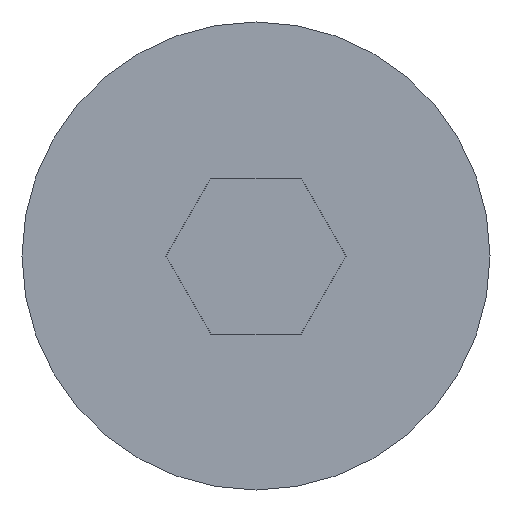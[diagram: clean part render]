
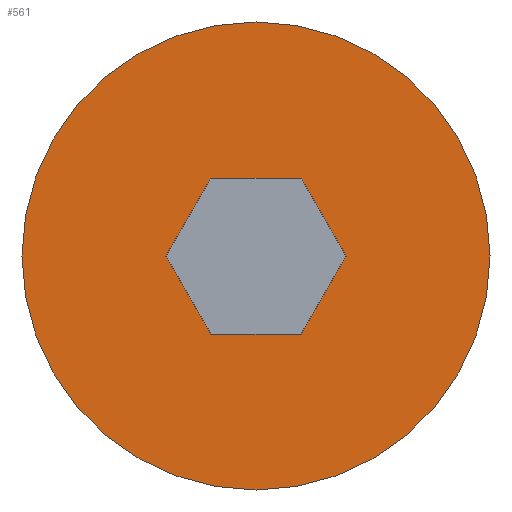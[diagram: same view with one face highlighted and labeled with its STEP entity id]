
A CAD part, left-side view. The second image highlights one B-rep face of the part: STEP entity #561.
In plain terms, the highlighted planar face has unit normal (-1, 0, 0).
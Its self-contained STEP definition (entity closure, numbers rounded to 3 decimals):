
#1 = PLANE ( 'NONE',  #259 ) ;
#3 = VERTEX_POINT ( 'NONE', #199 ) ;
#23 = LINE ( 'NONE', #656, #184 ) ;
#27 = CARTESIAN_POINT ( 'NONE',  ( 0., 1.155, -2. ) ) ;
#39 = VERTEX_POINT ( 'NONE', #444 ) ;
#49 = CARTESIAN_POINT ( 'NONE',  ( 0., 1.155, -2. ) ) ;
#57 = FACE_OUTER_BOUND ( 'NONE', #564, .T. ) ;
#62 = CARTESIAN_POINT ( 'NONE',  ( 0., -2.309, 0. ) ) ;
#65 = CARTESIAN_POINT ( 'NONE',  ( 0., 1.155, 2. ) ) ;
#68 = DIRECTION ( 'NONE',  ( 0., 1., 0. ) ) ;
#85 = VECTOR ( 'NONE', #172, 1000. ) ;
#90 = VERTEX_POINT ( 'NONE', #27 ) ;
#117 = DIRECTION ( 'NONE',  ( 0., 0., -1. ) ) ;
#131 = VECTOR ( 'NONE', #189, 1000. ) ;
#132 = VECTOR ( 'NONE', #68, 1000. ) ;
#141 = DIRECTION ( 'NONE',  ( 0., -0.5, 0.866 ) ) ;
#142 = ORIENTED_EDGE ( 'NONE', *, *, #620, .F. ) ;
#145 = AXIS2_PLACEMENT_3D ( 'NONE', #571, #639, #117 ) ;
#150 = EDGE_CURVE ( 'NONE', #39, #222, #745, .T. ) ;
#172 = DIRECTION ( 'NONE',  ( 0., 0.5, 0.866 ) ) ;
#176 = LINE ( 'NONE', #49, #85 ) ;
#184 = VECTOR ( 'NONE', #141, 1000. ) ;
#189 = DIRECTION ( 'NONE',  ( 0., -0.5, -0.866 ) ) ;
#192 = CARTESIAN_POINT ( 'NONE',  ( 0., -1.155, 2. ) ) ;
#199 = CARTESIAN_POINT ( 'NONE',  ( 0., -1.155, 2. ) ) ;
#201 = VERTEX_POINT ( 'NONE', #231 ) ;
#209 = ORIENTED_EDGE ( 'NONE', *, *, #371, .T. ) ;
#218 = CARTESIAN_POINT ( 'NONE',  ( 0., 0., -6. ) ) ;
#222 = VERTEX_POINT ( 'NONE', #406 ) ;
#227 = DIRECTION ( 'NONE',  ( 1., 0., 0. ) ) ;
#230 = LINE ( 'NONE', #459, #132 ) ;
#231 = CARTESIAN_POINT ( 'NONE',  ( 0., 1.155, 2. ) ) ;
#259 = AXIS2_PLACEMENT_3D ( 'NONE', #521, #227, #468 ) ;
#260 = LINE ( 'NONE', #192, #131 ) ;
#281 = DIRECTION ( 'NONE',  ( 0., 0., -1. ) ) ;
#297 = CIRCLE ( 'NONE', #596, 6. ) ;
#301 = EDGE_LOOP ( 'NONE', ( #623, #209, #719, #669, #528, #455 ) ) ;
#304 = DIRECTION ( 'NONE',  ( 0., -1., 0. ) ) ;
#344 = DIRECTION ( 'NONE',  ( 1., 0., 0. ) ) ;
#371 = EDGE_CURVE ( 'NONE', #3, #39, #260, .T. ) ;
#405 = FACE_BOUND ( 'NONE', #301, .T. ) ;
#406 = CARTESIAN_POINT ( 'NONE',  ( 0., -1.155, -2. ) ) ;
#420 = EDGE_CURVE ( 'NONE', #493, #201, #23, .T. ) ;
#425 = EDGE_CURVE ( 'NONE', #201, #3, #587, .T. ) ;
#434 = VERTEX_POINT ( 'NONE', #218 ) ;
#444 = CARTESIAN_POINT ( 'NONE',  ( 0., -2.309, 0. ) ) ;
#455 = ORIENTED_EDGE ( 'NONE', *, *, #420, .T. ) ;
#459 = CARTESIAN_POINT ( 'NONE',  ( 0., -1.155, -2. ) ) ;
#461 = DIRECTION ( 'NONE',  ( 0., 0.5, -0.866 ) ) ;
#467 = VERTEX_POINT ( 'NONE', #612 ) ;
#468 = DIRECTION ( 'NONE',  ( 0., 0., -1. ) ) ;
#474 = VECTOR ( 'NONE', #304, 1000. ) ;
#491 = CARTESIAN_POINT ( 'NONE',  ( 0., 2.309, 0. ) ) ;
#493 = VERTEX_POINT ( 'NONE', #491 ) ;
#515 = CARTESIAN_POINT ( 'NONE',  ( 0., 0., 0. ) ) ;
#521 = CARTESIAN_POINT ( 'NONE',  ( 0., 0., 0. ) ) ;
#528 = ORIENTED_EDGE ( 'NONE', *, *, #598, .T. ) ;
#549 = ORIENTED_EDGE ( 'NONE', *, *, #658, .F. ) ;
#561 = ADVANCED_FACE ( 'NONE', ( #57, #405 ), #1, .F. ) ;
#564 = EDGE_LOOP ( 'NONE', ( #549, #142 ) ) ;
#571 = CARTESIAN_POINT ( 'NONE',  ( 0., 0., 0. ) ) ;
#587 = LINE ( 'NONE', #65, #474 ) ;
#596 = AXIS2_PLACEMENT_3D ( 'NONE', #515, #344, #281 ) ;
#598 = EDGE_CURVE ( 'NONE', #90, #493, #176, .T. ) ;
#612 = CARTESIAN_POINT ( 'NONE',  ( 0., 0., 6. ) ) ;
#620 = EDGE_CURVE ( 'NONE', #467, #434, #297, .T. ) ;
#623 = ORIENTED_EDGE ( 'NONE', *, *, #425, .T. ) ;
#639 = DIRECTION ( 'NONE',  ( 1., 0., 0. ) ) ;
#656 = CARTESIAN_POINT ( 'NONE',  ( 0., 2.309, 0. ) ) ;
#658 = EDGE_CURVE ( 'NONE', #434, #467, #688, .T. ) ;
#669 = ORIENTED_EDGE ( 'NONE', *, *, #681, .T. ) ;
#673 = VECTOR ( 'NONE', #461, 1000. ) ;
#681 = EDGE_CURVE ( 'NONE', #222, #90, #230, .T. ) ;
#688 = CIRCLE ( 'NONE', #145, 6. ) ;
#719 = ORIENTED_EDGE ( 'NONE', *, *, #150, .T. ) ;
#745 = LINE ( 'NONE', #62, #673 ) ;
